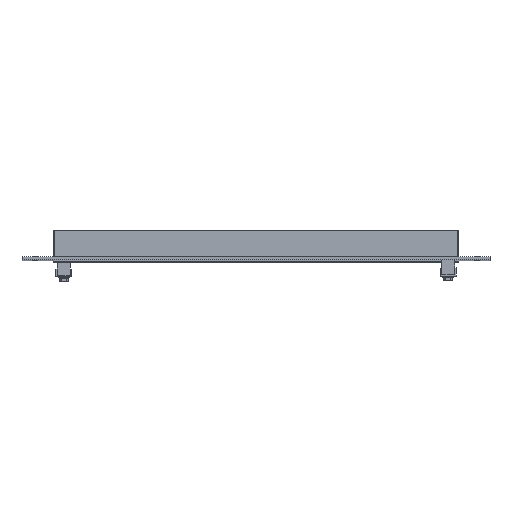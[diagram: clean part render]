
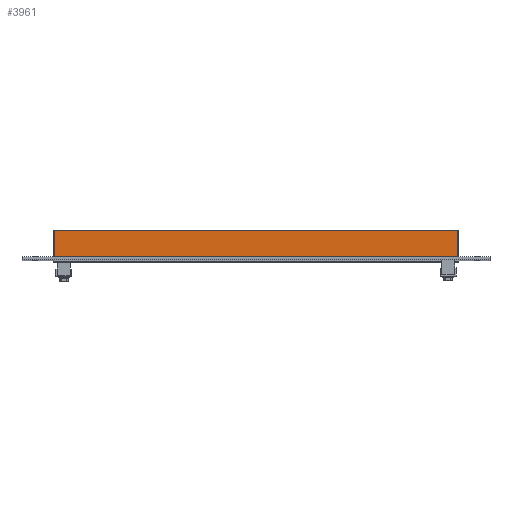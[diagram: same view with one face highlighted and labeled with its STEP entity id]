
A CAD part, top view. The second image highlights one B-rep face of the part: STEP entity #3961.
In plain terms, the highlighted planar face has unit normal (0, 0, 1).
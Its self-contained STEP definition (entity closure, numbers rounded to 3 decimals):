
#1621=CARTESIAN_POINT('',(-390.5,57.0,435.0));
#1622=VERTEX_POINT('',#1621);
#1630=CARTESIAN_POINT('',(390.5,57.0,435.0));
#1631=VERTEX_POINT('',#1630);
#1632=CARTESIAN_POINT('',(-390.5,57.0,435.0));
#1633=DIRECTION('',(1.0,0.0,0.0));
#1634=VECTOR('',#1633,781.);
#1635=LINE('',#1632,#1634);
#1636=EDGE_CURVE('',#1622,#1631,#1635,.T.);
#3361=CARTESIAN_POINT('',(-390.5,6.,435.0));
#3362=VERTEX_POINT('',#3361);
#3412=CARTESIAN_POINT('',(390.5,6.,435.0));
#3413=VERTEX_POINT('',#3412);
#3421=CARTESIAN_POINT('',(-390.5,6.,435.0));
#3422=DIRECTION('',(1.0,0.0,0.0));
#3423=VECTOR('',#3422,781.);
#3424=LINE('',#3421,#3423);
#3425=EDGE_CURVE('',#3362,#3413,#3424,.T.);
#3934=CARTESIAN_POINT('',(-390.5,6.,435.0));
#3935=DIRECTION('',(0.0,1.0,0.0));
#3936=VECTOR('',#3935,51.0);
#3937=LINE('',#3934,#3936);
#3938=EDGE_CURVE('',#3362,#1622,#3937,.T.);
#3945=CARTESIAN_POINT('',(-392.5,0.0,435.0));
#3946=DIRECTION('',(0.0,0.0,1.0));
#3947=DIRECTION('',(1.0,0.0,0.0));
#3948=AXIS2_PLACEMENT_3D('',#3945,#3946,#3947);
#3949=PLANE('',#3948);
#3950=ORIENTED_EDGE('',*,*,#3425,.T.);
#3951=CARTESIAN_POINT('',(390.5,57.0,435.0));
#3952=DIRECTION('',(0.0,-1.0,0.0));
#3953=VECTOR('',#3952,51.0);
#3954=LINE('',#3951,#3953);
#3955=EDGE_CURVE('',#1631,#3413,#3954,.T.);
#3956=ORIENTED_EDGE('',*,*,#3955,.F.);
#3957=ORIENTED_EDGE('',*,*,#1636,.F.);
#3958=ORIENTED_EDGE('',*,*,#3938,.F.);
#3959=EDGE_LOOP('',(#3950,#3956,#3957,#3958));
#3960=FACE_OUTER_BOUND('',#3959,.T.);
#3961=ADVANCED_FACE('',(#3960),#3949,.T.);
